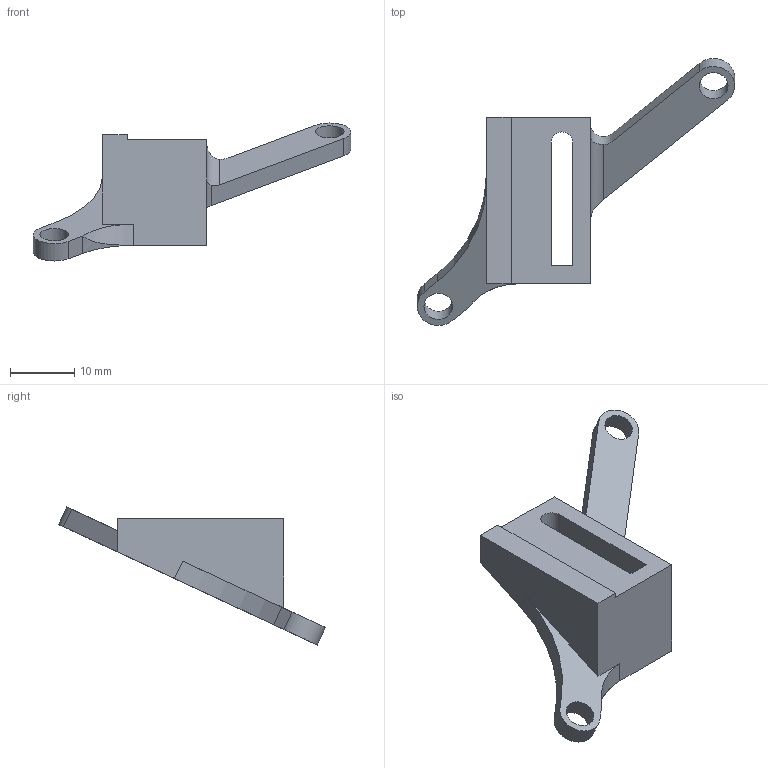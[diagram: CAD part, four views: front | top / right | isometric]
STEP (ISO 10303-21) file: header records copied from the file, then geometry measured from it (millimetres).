
FILE_DESCRIPTION(/* description */ (''),/* implementation_level */ '2;1');
FILE_NAME(/* name */ 'bracket_right.stp',/* time_stamp */ '2021-07-30T23:11:21+08:00',/* author */ ('BWChen'),/* organization */ (''),/* preprocessor_version */ 'ST-DEVELOPER v16.5',/* originating_system */ 'Autodesk Inventor 2017',/* authorisation */ '');
FILE_SCHEMA (('AUTOMOTIVE_DESIGN { 1 0 10303 214 3 1 1 }'));
Length unit declared in the file: millimetre
Products named in the file (1): bracket_right
Bounding box: 49.6 x 41.69 x 21.57 mm (x, y, z)
Volume: 4176.1 mm3; surface area: 3019.8 mm2
Topology: 1 solids, 1 shells, 32 faces, 85 edges, 56 vertices
Faces by surface type: plane 21, cylinder 11
Full cylindrical faces by diameter (mm): 4.5 x2
Entity records: 1030 total; most frequent: CARTESIAN_POINT 179, DIRECTION 168, ORIENTED_EDGE 166, EDGE_CURVE 83, LINE 62, VECTOR 62, VERTEX_POINT 56, AXIS2_PLACEMENT_3D 53
